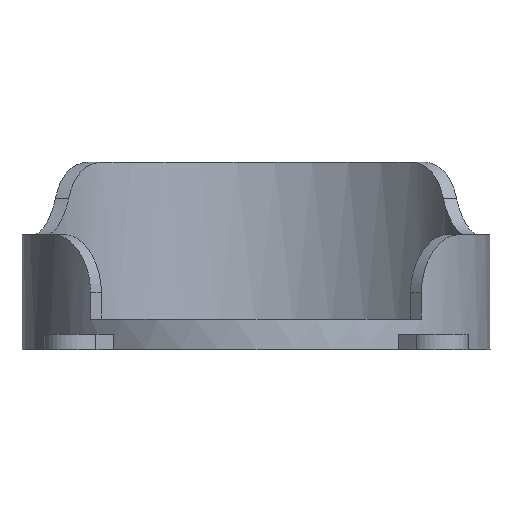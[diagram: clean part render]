
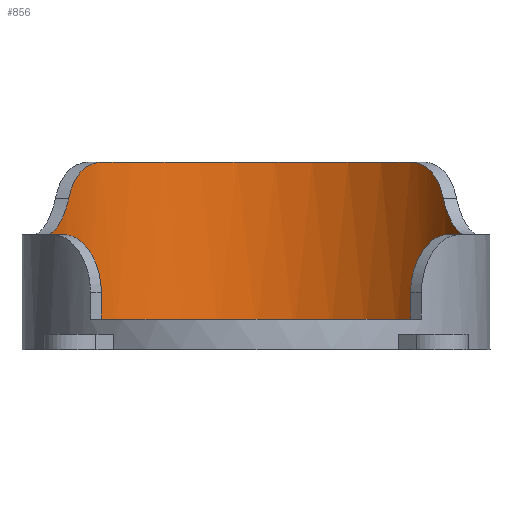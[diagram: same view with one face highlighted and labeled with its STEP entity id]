
A CAD part, front view. The second image highlights one B-rep face of the part: STEP entity #856.
In plain terms, the highlighted cylindrical face has radius 28.575 mm (diameter 57.15 mm), a full revolution.
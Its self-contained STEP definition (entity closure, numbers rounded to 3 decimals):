
#20=B_SPLINE_CURVE_WITH_KNOTS('',3,(#1424,#1425,#1426,#1427,#1428,#1429,
#1430,#1431,#1432,#1433),.UNSPECIFIED.,.F.,.F.,(4,2,2,2,4),(0.27,
0.283,0.566,0.851,1.136),
 .UNSPECIFIED.);
#21=B_SPLINE_CURVE_WITH_KNOTS('',3,(#1444,#1445,#1446,#1447,#1448,#1449,
#1450,#1451,#1452,#1453),.UNSPECIFIED.,.F.,.F.,(4,2,2,2,4),(3.475,
3.76,4.045,4.328,4.34),
 .UNSPECIFIED.);
#23=B_SPLINE_CURVE_WITH_KNOTS('',3,(#1480,#1481,#1482,#1483,#1484,#1485,
#1486,#1487,#1488,#1489),.UNSPECIFIED.,.F.,.F.,(4,2,2,2,4),(2.318,
2.6,2.883,3.17,3.457),
 .UNSPECIFIED.);
#28=B_SPLINE_CURVE_WITH_KNOTS('',3,(#1549,#1550,#1551,#1552,#1553,#1554,
#1555,#1556,#1557,#1558),.UNSPECIFIED.,.F.,.F.,(4,2,2,2,4),(1.179,
1.466,1.753,2.035,2.318),
 .UNSPECIFIED.);
#29=B_SPLINE_CURVE_WITH_KNOTS('',3,(#1563,#1564,#1565,#1566,#1567,#1568,
#1569,#1570,#1571,#1572),.UNSPECIFIED.,.F.,.F.,(4,2,2,2,4),(1.179,
1.466,1.753,2.035,2.047),
 .UNSPECIFIED.);
#30=B_SPLINE_CURVE_WITH_KNOTS('',3,(#1578,#1579,#1580,#1581,#1582,#1583,
#1584,#1585,#1586,#1587),.UNSPECIFIED.,.F.,.F.,(4,2,2,2,4),(2.588,
2.601,2.883,3.17,3.457),
 .UNSPECIFIED.);
#51=CYLINDRICAL_SURFACE('',#967,28.575);
#102=LINE('',#1507,#161);
#108=LINE('',#1590,#167);
#110=LINE('',#1594,#169);
#161=VECTOR('',#1195,10.);
#167=VECTOR('',#1219,10.);
#169=VECTOR('',#1225,28.575);
#219=FACE_OUTER_BOUND('',#270,.T.);
#270=EDGE_LOOP('',(#777,#778,#779,#780,#781,#782,#783,#784,#785,#786,#787,
#788,#789,#790,#791,#792));
#272=CIRCLE('',#874,28.575);
#318=CIRCLE('',#948,28.575);
#322=CIRCLE('',#954,28.575);
#323=CIRCLE('',#955,28.575);
#326=CIRCLE('',#964,28.575);
#327=CIRCLE('',#968,28.575);
#328=VERTEX_POINT('',#1233);
#392=VERTEX_POINT('',#1421);
#393=VERTEX_POINT('',#1423);
#394=VERTEX_POINT('',#1436);
#396=VERTEX_POINT('',#1442);
#397=VERTEX_POINT('',#1443);
#402=VERTEX_POINT('',#1473);
#403=VERTEX_POINT('',#1475);
#404=VERTEX_POINT('',#1479);
#407=VERTEX_POINT('',#1505);
#412=VERTEX_POINT('',#1548);
#413=VERTEX_POINT('',#1561);
#414=VERTEX_POINT('',#1574);
#415=VERTEX_POINT('',#1589);
#416=EDGE_CURVE('',#328,#328,#272,.T.);
#505=EDGE_CURVE('',#393,#392,#20,.F.);
#507=EDGE_CURVE('',#393,#394,#318,.T.);
#510=EDGE_CURVE('',#396,#397,#21,.T.);
#517=EDGE_CURVE('',#402,#403,#322,.T.);
#518=EDGE_CURVE('',#403,#396,#323,.T.);
#519=EDGE_CURVE('',#404,#402,#23,.T.);
#524=EDGE_CURVE('',#407,#404,#102,.T.);
#532=EDGE_CURVE('',#394,#412,#28,.T.);
#535=EDGE_CURVE('',#413,#392,#29,.T.);
#537=EDGE_CURVE('',#414,#413,#326,.T.);
#538=EDGE_CURVE('',#397,#414,#30,.T.);
#539=EDGE_CURVE('',#415,#412,#108,.T.);
#541=EDGE_CURVE('',#415,#407,#327,.T.);
#542=EDGE_CURVE('',#403,#328,#110,.T.);
#777=ORIENTED_EDGE('',*,*,#519,.F.);
#778=ORIENTED_EDGE('',*,*,#524,.F.);
#779=ORIENTED_EDGE('',*,*,#541,.F.);
#780=ORIENTED_EDGE('',*,*,#539,.T.);
#781=ORIENTED_EDGE('',*,*,#532,.F.);
#782=ORIENTED_EDGE('',*,*,#507,.F.);
#783=ORIENTED_EDGE('',*,*,#505,.T.);
#784=ORIENTED_EDGE('',*,*,#535,.F.);
#785=ORIENTED_EDGE('',*,*,#537,.F.);
#786=ORIENTED_EDGE('',*,*,#538,.F.);
#787=ORIENTED_EDGE('',*,*,#510,.F.);
#788=ORIENTED_EDGE('',*,*,#518,.F.);
#789=ORIENTED_EDGE('',*,*,#542,.T.);
#790=ORIENTED_EDGE('',*,*,#416,.T.);
#791=ORIENTED_EDGE('',*,*,#542,.F.);
#792=ORIENTED_EDGE('',*,*,#517,.F.);
#856=ADVANCED_FACE('',(#219),#51,.F.);
#874=AXIS2_PLACEMENT_3D('',#1234,#977,#978);
#948=AXIS2_PLACEMENT_3D('',#1437,#1168,#1169);
#954=AXIS2_PLACEMENT_3D('',#1476,#1184,#1185);
#955=AXIS2_PLACEMENT_3D('',#1477,#1186,#1187);
#964=AXIS2_PLACEMENT_3D('',#1576,#1213,#1214);
#967=AXIS2_PLACEMENT_3D('',#1592,#1221,#1222);
#968=AXIS2_PLACEMENT_3D('',#1593,#1223,#1224);
#977=DIRECTION('center_axis',(0.,0.,-1.));
#978=DIRECTION('ref_axis',(1.,0.,0.));
#1168=DIRECTION('center_axis',(0.,0.,-1.));
#1169=DIRECTION('ref_axis',(1.,0.,0.));
#1184=DIRECTION('center_axis',(0.,0.,-1.));
#1185=DIRECTION('ref_axis',(1.,0.,0.));
#1186=DIRECTION('center_axis',(0.,0.,-1.));
#1187=DIRECTION('ref_axis',(1.,0.,0.));
#1195=DIRECTION('',(0.,0.,1.));
#1213=DIRECTION('center_axis',(0.,0.,-1.));
#1214=DIRECTION('ref_axis',(1.,0.,0.));
#1219=DIRECTION('',(0.,0.,1.));
#1221=DIRECTION('center_axis',(0.,0.,1.));
#1222=DIRECTION('ref_axis',(1.,0.,0.));
#1223=DIRECTION('center_axis',(0.,0.,-1.));
#1224=DIRECTION('ref_axis',(1.,0.,0.));
#1225=DIRECTION('',(0.,0.,-1.));
#1233=CARTESIAN_POINT('',(-28.575,0.,2.));
#1234=CARTESIAN_POINT('Origin',(0.,0.,2.));
#1421=CARTESIAN_POINT('',(24.481,14.737,19.75));
#1423=CARTESIAN_POINT('',(27.335,8.328,15.));
#1424=CARTESIAN_POINT('Ctrl Pts',(24.481,14.737,19.75));
#1425=CARTESIAN_POINT('Ctrl Pts',(24.49,14.724,19.709));
#1426=CARTESIAN_POINT('Ctrl Pts',(24.498,14.709,19.668));
#1427=CARTESIAN_POINT('Ctrl Pts',(24.704,14.366,18.702));
#1428=CARTESIAN_POINT('Ctrl Pts',(24.994,13.866,17.858));
#1429=CARTESIAN_POINT('Ctrl Pts',(25.617,12.679,16.521));
#1430=CARTESIAN_POINT('Ctrl Pts',(25.991,11.912,15.943));
#1431=CARTESIAN_POINT('Ctrl Pts',(26.712,10.191,15.183));
#1432=CARTESIAN_POINT('Ctrl Pts',(27.058,9.237,15.));
#1433=CARTESIAN_POINT('Ctrl Pts',(27.335,8.328,15.));
#1436=CARTESIAN_POINT('',(24.8,-14.194,15.));
#1437=CARTESIAN_POINT('Origin',(0.,0.,15.));
#1442=CARTESIAN_POINT('',(-27.335,8.328,15.));
#1443=CARTESIAN_POINT('',(-24.481,14.737,19.75));
#1444=CARTESIAN_POINT('Ctrl Pts',(-27.335,8.328,15.));
#1445=CARTESIAN_POINT('Ctrl Pts',(-27.058,9.237,15.));
#1446=CARTESIAN_POINT('Ctrl Pts',(-26.712,10.191,15.183));
#1447=CARTESIAN_POINT('Ctrl Pts',(-25.991,11.912,15.943));
#1448=CARTESIAN_POINT('Ctrl Pts',(-25.617,12.679,16.521));
#1449=CARTESIAN_POINT('Ctrl Pts',(-24.994,13.866,17.858));
#1450=CARTESIAN_POINT('Ctrl Pts',(-24.704,14.366,18.702));
#1451=CARTESIAN_POINT('Ctrl Pts',(-24.498,14.709,19.668));
#1452=CARTESIAN_POINT('Ctrl Pts',(-24.49,14.724,19.709));
#1453=CARTESIAN_POINT('Ctrl Pts',(-24.481,14.737,19.75));
#1473=CARTESIAN_POINT('',(-24.8,-14.194,15.));
#1475=CARTESIAN_POINT('',(-28.575,0.,15.));
#1476=CARTESIAN_POINT('Origin',(0.,0.,15.));
#1477=CARTESIAN_POINT('Origin',(0.,0.,15.));
#1479=CARTESIAN_POINT('',(-20.206,-20.206,7.5));
#1480=CARTESIAN_POINT('Ctrl Pts',(-20.206,-20.206,7.5));
#1481=CARTESIAN_POINT('Ctrl Pts',(-20.206,-20.206,8.442));
#1482=CARTESIAN_POINT('Ctrl Pts',(-20.34,-20.074,9.447));
#1483=CARTESIAN_POINT('Ctrl Pts',(-20.871,-19.521,11.295));
#1484=CARTESIAN_POINT('Ctrl Pts',(-21.265,-19.099,12.138));
#1485=CARTESIAN_POINT('Ctrl Pts',(-22.139,-18.078,13.478));
#1486=CARTESIAN_POINT('Ctrl Pts',(-22.679,-17.41,14.058));
#1487=CARTESIAN_POINT('Ctrl Pts',(-23.773,-15.883,14.819));
#1488=CARTESIAN_POINT('Ctrl Pts',(-24.326,-15.023,15.));
#1489=CARTESIAN_POINT('Ctrl Pts',(-24.8,-14.194,15.));
#1505=CARTESIAN_POINT('',(-20.206,-20.206,4.));
#1507=CARTESIAN_POINT('',(-20.206,-20.206,0.));
#1548=CARTESIAN_POINT('',(20.206,-20.206,7.5));
#1549=CARTESIAN_POINT('Ctrl Pts',(24.8,-14.194,15.));
#1550=CARTESIAN_POINT('Ctrl Pts',(24.326,-15.023,15.));
#1551=CARTESIAN_POINT('Ctrl Pts',(23.773,-15.883,14.819));
#1552=CARTESIAN_POINT('Ctrl Pts',(22.679,-17.41,14.058));
#1553=CARTESIAN_POINT('Ctrl Pts',(22.139,-18.078,13.478));
#1554=CARTESIAN_POINT('Ctrl Pts',(21.265,-19.099,12.138));
#1555=CARTESIAN_POINT('Ctrl Pts',(20.871,-19.521,11.295));
#1556=CARTESIAN_POINT('Ctrl Pts',(20.34,-20.074,9.447));
#1557=CARTESIAN_POINT('Ctrl Pts',(20.206,-20.206,8.442));
#1558=CARTESIAN_POINT('Ctrl Pts',(20.206,-20.206,7.5));
#1561=CARTESIAN_POINT('',(20.129,20.282,24.5));
#1563=CARTESIAN_POINT('Ctrl Pts',(20.129,20.282,24.5));
#1564=CARTESIAN_POINT('Ctrl Pts',(20.807,19.608,24.5));
#1565=CARTESIAN_POINT('Ctrl Pts',(21.495,18.852,24.319));
#1566=CARTESIAN_POINT('Ctrl Pts',(22.686,17.4,23.558));
#1567=CARTESIAN_POINT('Ctrl Pts',(23.193,16.706,22.978));
#1568=CARTESIAN_POINT('Ctrl Pts',(23.952,15.597,21.638));
#1569=CARTESIAN_POINT('Ctrl Pts',(24.258,15.107,20.795));
#1570=CARTESIAN_POINT('Ctrl Pts',(24.465,14.765,19.831));
#1571=CARTESIAN_POINT('Ctrl Pts',(24.473,14.751,19.79));
#1572=CARTESIAN_POINT('Ctrl Pts',(24.481,14.737,19.75));
#1574=CARTESIAN_POINT('',(-20.129,20.282,24.5));
#1576=CARTESIAN_POINT('Origin',(0.,0.,24.5));
#1578=CARTESIAN_POINT('Ctrl Pts',(-24.481,14.737,19.75));
#1579=CARTESIAN_POINT('Ctrl Pts',(-24.473,14.751,19.79));
#1580=CARTESIAN_POINT('Ctrl Pts',(-24.465,14.765,19.831));
#1581=CARTESIAN_POINT('Ctrl Pts',(-24.258,15.107,20.795));
#1582=CARTESIAN_POINT('Ctrl Pts',(-23.952,15.597,21.638));
#1583=CARTESIAN_POINT('Ctrl Pts',(-23.193,16.706,22.978));
#1584=CARTESIAN_POINT('Ctrl Pts',(-22.686,17.4,23.558));
#1585=CARTESIAN_POINT('Ctrl Pts',(-21.495,18.852,24.319));
#1586=CARTESIAN_POINT('Ctrl Pts',(-20.807,19.608,24.5));
#1587=CARTESIAN_POINT('Ctrl Pts',(-20.129,20.282,24.5));
#1589=CARTESIAN_POINT('',(20.206,-20.206,4.));
#1590=CARTESIAN_POINT('',(20.206,-20.206,0.));
#1592=CARTESIAN_POINT('Origin',(0.,0.,0.));
#1593=CARTESIAN_POINT('Origin',(0.,0.,4.));
#1594=CARTESIAN_POINT('',(-28.575,0.,0.));
